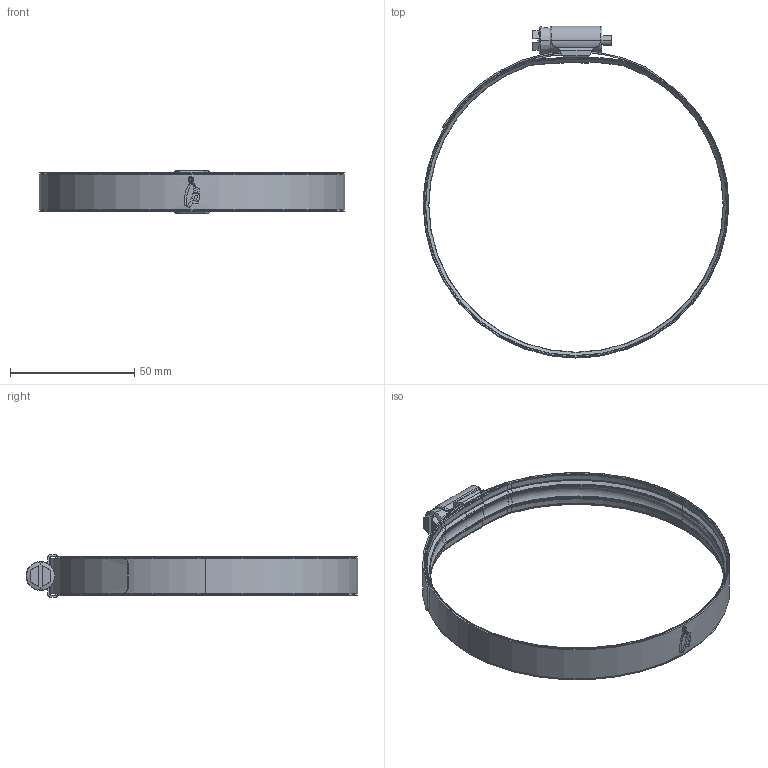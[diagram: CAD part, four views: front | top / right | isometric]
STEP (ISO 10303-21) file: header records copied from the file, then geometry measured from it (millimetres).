
FILE_DESCRIPTION (( 'STEP AP214' ), '1' );
FILE_NAME ('TRI-36003-WV-72.step', '2025-11-18T16:29:27', ( '' ), ( '' ), 'SwSTEP 2.0', 'SolidWorks 2025', '' );
FILE_SCHEMA (( 'AUTOMOTIVE_DESIGN' ));
Length unit declared in the file: millimetre
Products named in the file (1): TRI-36003-WV-72
Bounding box: 123.2 x 133.8 x 17.3 mm (x, y, z)
Volume: 8075.2 mm3; surface area: 30068.3 mm2
Topology: 4 solids, 4 shells, 418 faces, 994 edges, 594 vertices
Faces by surface type: torus 128, cylinder 119, cone 76, bspline 53, plane 42
Entity records: 13754 total; most frequent: CARTESIAN_POINT 4442, ORIENTED_EDGE 1988, DIRECTION 1900, EDGE_CURVE 994, AXIS2_PLACEMENT_3D 782, VERTEX_POINT 594, EDGE_LOOP 430, ADVANCED_FACE 418
